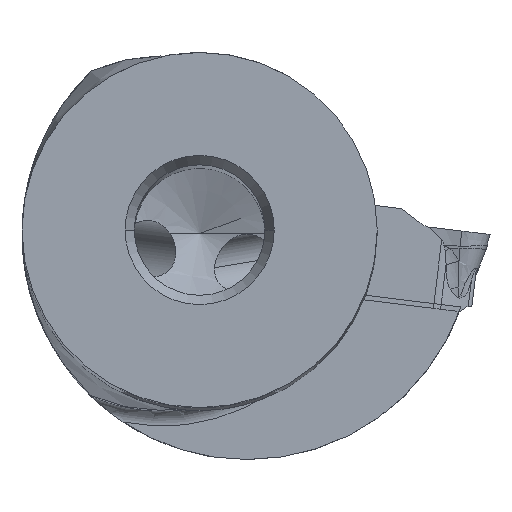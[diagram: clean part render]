
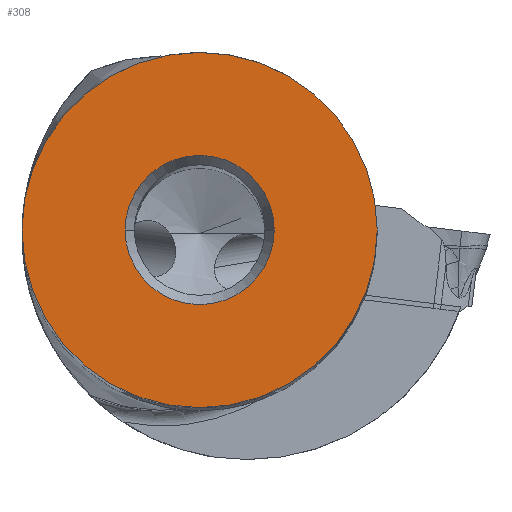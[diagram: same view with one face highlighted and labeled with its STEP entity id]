
A CAD part, top view. The second image highlights one B-rep face of the part: STEP entity #308.
In plain terms, the highlighted planar face has unit normal (0, 0, 1).
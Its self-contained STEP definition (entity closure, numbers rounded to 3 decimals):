
#42=FACE_BOUND('',#698,.T.);
#43=FACE_BOUND('',#699,.T.);
#308=ADVANCED_FACE('',(#42,#43),#404,.F.);
#404=PLANE('',#3552);
#698=EDGE_LOOP('',(#1403,#1404));
#699=EDGE_LOOP('',(#1405,#1406));
#1403=ORIENTED_EDGE('',*,*,#2420,.T.);
#1404=ORIENTED_EDGE('',*,*,#2415,.T.);
#1405=ORIENTED_EDGE('',*,*,#2421,.T.);
#1406=ORIENTED_EDGE('',*,*,#2422,.T.);
#1984=VERTEX_POINT('',#9107);
#1985=VERTEX_POINT('',#9109);
#1990=VERTEX_POINT('',#9122);
#1991=VERTEX_POINT('',#9123);
#2415=EDGE_CURVE('',#1984,#1985,#2871,.T.);
#2420=EDGE_CURVE('',#1985,#1984,#2872,.T.);
#2421=EDGE_CURVE('',#1990,#1991,#2873,.T.);
#2422=EDGE_CURVE('',#1991,#1990,#2874,.T.);
#2871=CIRCLE('',#3545,9.525);
#2872=CIRCLE('',#3549,9.525);
#2873=CIRCLE('',#3550,4.);
#2874=CIRCLE('',#3551,4.);
#3545=AXIS2_PLACEMENT_3D('',#9110,#4061,#4062);
#3549=AXIS2_PLACEMENT_3D('',#9120,#4071,#4072);
#3550=AXIS2_PLACEMENT_3D('',#9121,#4073,#4074);
#3551=AXIS2_PLACEMENT_3D('',#9124,#4075,#4076);
#3552=AXIS2_PLACEMENT_3D('',#9125,#4077,#4078);
#4061=DIRECTION('',(0.,0.,1.));
#4062=DIRECTION('',(-1.,0.,0.));
#4071=DIRECTION('',(0.,0.,1.));
#4072=DIRECTION('',(1.,0.,0.));
#4073=DIRECTION('',(0.,0.,-1.));
#4074=DIRECTION('',(1.,0.,0.));
#4075=DIRECTION('',(0.,0.,-1.));
#4076=DIRECTION('',(-1.,0.,0.));
#4077=DIRECTION('',(0.,0.,-1.));
#4078=DIRECTION('',(1.,0.,0.));
#9107=CARTESIAN_POINT('',(-9.525,0.,0.));
#9109=CARTESIAN_POINT('',(9.525,0.,0.));
#9110=CARTESIAN_POINT('',(0.,0.,0.));
#9120=CARTESIAN_POINT('',(0.,0.,0.));
#9121=CARTESIAN_POINT('',(0.,0.,0.));
#9122=CARTESIAN_POINT('',(4.,0.,0.));
#9123=CARTESIAN_POINT('',(-4.,0.,0.));
#9124=CARTESIAN_POINT('',(0.,0.,0.));
#9125=CARTESIAN_POINT('',(0.,0.,0.));
